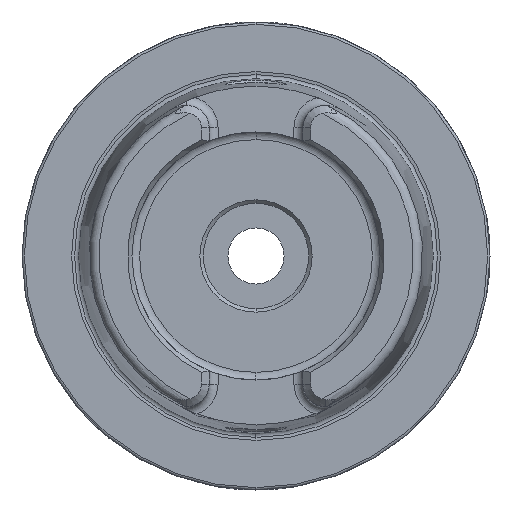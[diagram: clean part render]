
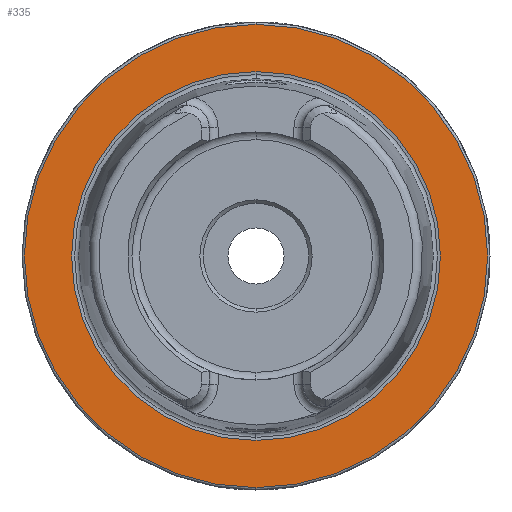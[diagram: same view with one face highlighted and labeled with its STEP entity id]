
A CAD part, left-side view. The second image highlights one B-rep face of the part: STEP entity #335.
In plain terms, the highlighted planar face has unit normal (-1, 0, 0).
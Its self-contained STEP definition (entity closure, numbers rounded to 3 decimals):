
#46 = DIRECTION ( 'NONE',  ( 0., 0., 1. ) ) ;
#335 = ADVANCED_FACE ( 'NONE', ( #4478, #2711 ), #695, .F. ) ;
#619 = AXIS2_PLACEMENT_3D ( 'NONE', #5361, #5995, #1979 ) ;
#695 = PLANE ( 'NONE',  #2202 ) ;
#797 = EDGE_CURVE ( 'NONE', #5089, #3549, #1356, .T. ) ;
#1356 = CIRCLE ( 'NONE', #4391, 39.405 ) ;
#1373 = CARTESIAN_POINT ( 'NONE',  ( 0., 0., 49.5 ) ) ;
#1803 = ORIENTED_EDGE ( 'NONE', *, *, #7813, .T. ) ;
#1813 = VERTEX_POINT ( 'NONE', #1373 ) ;
#1979 = DIRECTION ( 'NONE',  ( 0., 0., 1. ) ) ;
#2202 = AXIS2_PLACEMENT_3D ( 'NONE', #8635, #8069, #5357 ) ;
#2275 = ORIENTED_EDGE ( 'NONE', *, *, #797, .F. ) ;
#2442 = CIRCLE ( 'NONE', #7968, 49.5 ) ;
#2472 = EDGE_LOOP ( 'NONE', ( #2275, #3198 ) ) ;
#2543 = CIRCLE ( 'NONE', #5507, 49.5 ) ;
#2711 = FACE_OUTER_BOUND ( 'NONE', #2776, .T. ) ;
#2776 = EDGE_LOOP ( 'NONE', ( #6357, #1803 ) ) ;
#3198 = ORIENTED_EDGE ( 'NONE', *, *, #4758, .F. ) ;
#3549 = VERTEX_POINT ( 'NONE', #5435 ) ;
#3946 = CARTESIAN_POINT ( 'NONE',  ( 0., 0., 39.405 ) ) ;
#4070 = DIRECTION ( 'NONE',  ( -1., 0., 0. ) ) ;
#4391 = AXIS2_PLACEMENT_3D ( 'NONE', #7372, #4070, #46 ) ;
#4478 = FACE_BOUND ( 'NONE', #2472, .T. ) ;
#4505 = DIRECTION ( 'NONE',  ( 0., 0., 1. ) ) ;
#4758 = EDGE_CURVE ( 'NONE', #3549, #5089, #5305, .T. ) ;
#5006 = VERTEX_POINT ( 'NONE', #5055 ) ;
#5055 = CARTESIAN_POINT ( 'NONE',  ( 0., 0., -49.5 ) ) ;
#5089 = VERTEX_POINT ( 'NONE', #3946 ) ;
#5305 = CIRCLE ( 'NONE', #619, 39.405 ) ;
#5357 = DIRECTION ( 'NONE',  ( 0., 0., -1. ) ) ;
#5361 = CARTESIAN_POINT ( 'NONE',  ( 0., 0., 0. ) ) ;
#5435 = CARTESIAN_POINT ( 'NONE',  ( 0., 0., -39.405 ) ) ;
#5507 = AXIS2_PLACEMENT_3D ( 'NONE', #6352, #7111, #4505 ) ;
#5601 = CARTESIAN_POINT ( 'NONE',  ( 0., 0., 0. ) ) ;
#5995 = DIRECTION ( 'NONE',  ( -1., 0., 0. ) ) ;
#6352 = CARTESIAN_POINT ( 'NONE',  ( 0., 0., 0. ) ) ;
#6357 = ORIENTED_EDGE ( 'NONE', *, *, #8515, .T. ) ;
#6850 = DIRECTION ( 'NONE',  ( -1., 0., 0. ) ) ;
#7111 = DIRECTION ( 'NONE',  ( -1., 0., 0. ) ) ;
#7372 = CARTESIAN_POINT ( 'NONE',  ( 0., 0., 0. ) ) ;
#7813 = EDGE_CURVE ( 'NONE', #5006, #1813, #2442, .T. ) ;
#7968 = AXIS2_PLACEMENT_3D ( 'NONE', #5601, #6850, #8250 ) ;
#8069 = DIRECTION ( 'NONE',  ( 1., 0., 0. ) ) ;
#8250 = DIRECTION ( 'NONE',  ( 0., 0., 1. ) ) ;
#8515 = EDGE_CURVE ( 'NONE', #1813, #5006, #2543, .T. ) ;
#8635 = CARTESIAN_POINT ( 'NONE',  ( 0., 49.5, 0. ) ) ;
